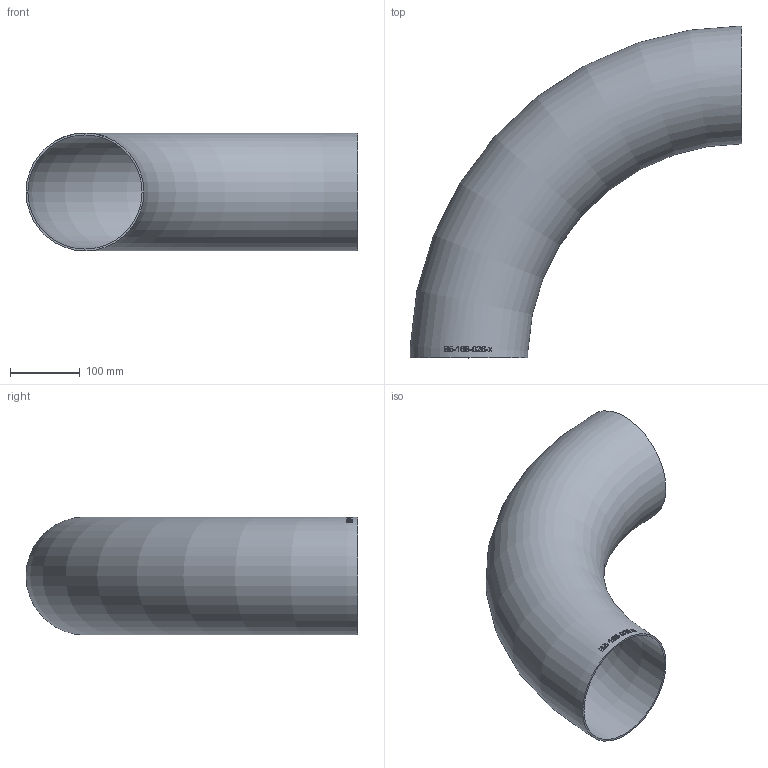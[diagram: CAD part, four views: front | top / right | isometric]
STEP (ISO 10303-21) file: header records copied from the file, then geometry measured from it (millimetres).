
FILE_DESCRIPTION (( 'STEP AP214' ), '1' );
FILE_NAME ('B5-168-026-x Bogen 2004.STEP', '2020-04-04T12:24:51', ( '' ), ( '' ), 'SwSTEP 2.0', 'SolidWorks 2019', '' );
FILE_SCHEMA (( 'AUTOMOTIVE_DESIGN' ));
Length unit declared in the file: millimetre
Products named in the file (1): B5-168-026-x Bogen 2004
Bounding box: 474.15 x 474.15 x 168.3 mm (x, y, z)
Volume: 829137.7 mm3; surface area: 640524.2 mm2
Topology: 1 solids, 1 shells, 163 faces, 430 edges, 287 vertices
Faces by surface type: bspline 140, torus 21, plane 2
Entity records: 29058 total; most frequent: CARTESIAN_POINT 24586, ORIENTED_EDGE 848, EDGE_CURVE 424, B_SPLINE_CURVE_WITH_KNOTS 420, VERTEX_POINT 284, EDGE_LOOP 186, FACE_OUTER_BOUND 165, ADVANCED_FACE 163
